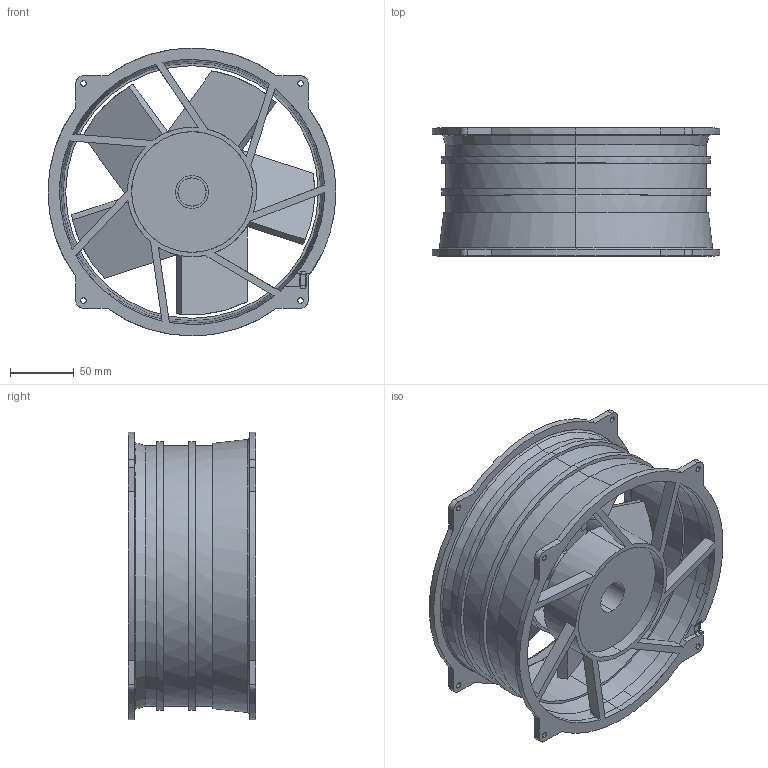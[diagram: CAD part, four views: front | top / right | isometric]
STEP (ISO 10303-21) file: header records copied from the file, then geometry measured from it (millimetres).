
FILE_DESCRIPTION (( 'STEP AP203' ), '1' );
FILE_NAME ('THD2348MU-00 3D FILE.STEP', '2022-02-24T11:42:33', ( '' ), ( '' ), 'SwSTEP 2.0', 'SolidWorks 2020', '' );
FILE_SCHEMA (( 'CONFIG_CONTROL_DESIGN' ));
Length unit declared in the file: millimetre
Products named in the file (3): THD2348MU-00 IMPELLER; THD2348MU-00  3D FILE; THD2348MU-00 FRAME
Assembly tree (2 placements, depth 2):
  THD2348MU-00  3D FILE
    THD2348MU-00 FRAME
    THD2348MU-00 IMPELLER
Bounding box: 224.97 x 100 x 225 mm (x, y, z)
Volume: 549076.3 mm3; surface area: 296671.1 mm2
Topology: 2 solids, 2 shells, 471 faces, 1393 edges, 946 vertices
Faces by surface type: plane 222, cylinder 207, cone 27, torus 8, bspline 7
Entity records: 21905 total; most frequent: CARTESIAN_POINT 9158, ORIENTED_EDGE 2786, DIRECTION 2415, EDGE_CURVE 1393, VERTEX_POINT 946, AXIS2_PLACEMENT_3D 865, VECTOR 685, LINE 685
